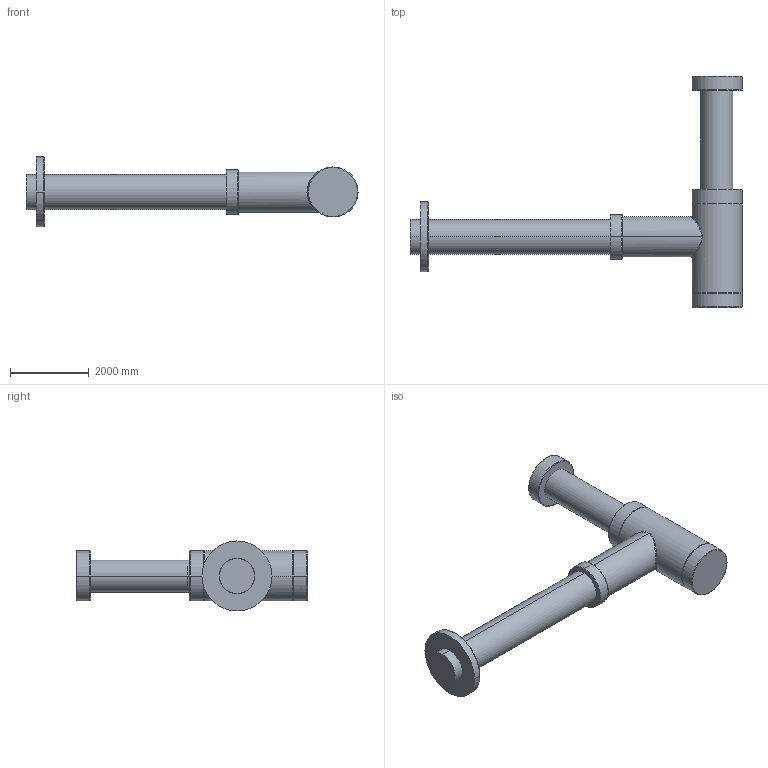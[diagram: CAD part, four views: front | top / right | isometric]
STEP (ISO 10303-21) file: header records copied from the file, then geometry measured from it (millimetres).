
FILE_DESCRIPTION((''),'2;1');
FILE_NAME('775','2018-07-30T',('MQ'),(''),'PRO/ENGINEER BY PARAMETRIC TECHNOLOGY CORPORATION, 2012130','PRO/ENGINEER BY PARAMETRIC TECHNOLOGY CORPORATION, 2012130','');
FILE_SCHEMA(('CONFIG_CONTROL_DESIGN'));
Length unit declared in the file: inch
Products named in the file (1): 775
Bounding box: 8432.8 x 5867.4 x 1778 mm (x, y, z)
Volume: 9490159576.9 mm3; surface area: 58256849.9 mm2
Topology: 2 solids, 2 shells, 76 faces, 168 edges, 104 vertices
Faces by surface type: cylinder 33, torus 18, plane 13, bspline 10, cone 2
Entity records: 3623 total; most frequent: CARTESIAN_POINT 1935, DIRECTION 348, ORIENTED_EDGE 336, EDGE_CURVE 168, AXIS2_PLACEMENT_3D 154, VERTEX_POINT 104, CIRCLE 88, EDGE_LOOP 86
